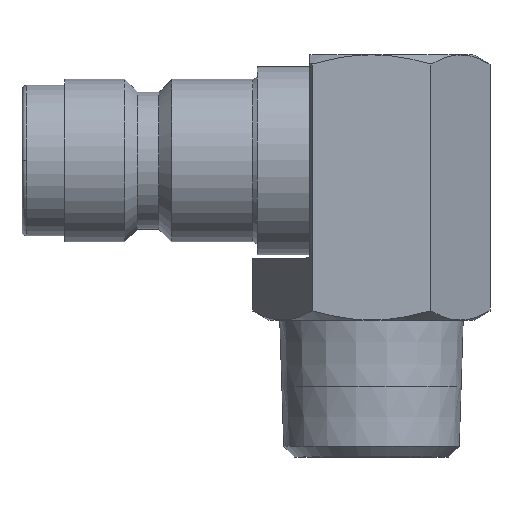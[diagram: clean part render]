
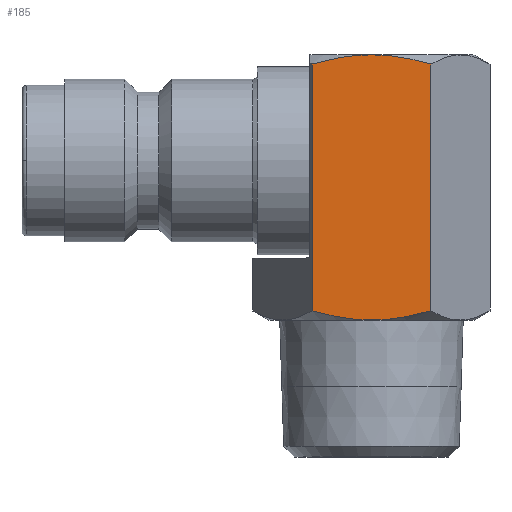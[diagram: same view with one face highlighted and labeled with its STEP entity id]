
A CAD part, top view. The second image highlights one B-rep face of the part: STEP entity #185.
In plain terms, the highlighted planar face has unit normal (0, 0, 1).
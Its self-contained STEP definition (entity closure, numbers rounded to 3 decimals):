
#185=ADVANCED_FACE('',(#377),#378,.T.);
#377=FACE_OUTER_BOUND('',#569,.T.);
#378=PLANE('',#570);
#569=EDGE_LOOP('',(#1029,#1030,#1031,#1032,#1033,#1034));
#570=AXIS2_PLACEMENT_3D('',#1035,#1036,#1037);
#1029=ORIENTED_EDGE('',*,*,#1187,.F.);
#1030=ORIENTED_EDGE('',*,*,#1273,.F.);
#1031=ORIENTED_EDGE('',*,*,#1252,.T.);
#1032=ORIENTED_EDGE('',*,*,#1232,.F.);
#1033=ORIENTED_EDGE('',*,*,#1243,.F.);
#1034=ORIENTED_EDGE('',*,*,#1271,.F.);
#1035=CARTESIAN_POINT('',(0.,15.0,12.0));
#1036=DIRECTION('',(0.,0.0,1.0));
#1037=DIRECTION('',(1.0,0.0,0.));
#1187=EDGE_CURVE('',#1438,#1435,#1440,.T.);
#1232=EDGE_CURVE('',#1484,#1496,#1497,.T.);
#1243=EDGE_CURVE('',#1507,#1484,#1509,.T.);
#1252=EDGE_CURVE('',#1517,#1496,#1520,.T.);
#1271=EDGE_CURVE('',#1435,#1507,#1541,.T.);
#1273=EDGE_CURVE('',#1517,#1438,#1543,.T.);
#1435=VERTEX_POINT('',#1932);
#1438=VERTEX_POINT('',#1946);
#1440=(B_SPLINE_CURVE(2,(#1949,#1950,#1951,#1952,#1953),.UNSPECIFIED.,.F.,.F.)B_SPLINE_CURVE_WITH_KNOTS((3,2,3),(0.0,7.036,14.072),.UNSPECIFIED.)RATIONAL_B_SPLINE_CURVE((1.0,1.038,1.0,1.038,1.0))BOUNDED_CURVE()REPRESENTATION_ITEM('')GEOMETRIC_REPRESENTATION_ITEM()CURVE());
#1484=VERTEX_POINT('',#2021);
#1496=VERTEX_POINT('',#2060);
#1497=(B_SPLINE_CURVE(2,(#2062,#2063,#2064,#2065,#2066),.UNSPECIFIED.,.F.,.F.)B_SPLINE_CURVE_WITH_KNOTS((3,2,3),(0.0,7.036,14.072),.UNSPECIFIED.)RATIONAL_B_SPLINE_CURVE((1.0,1.038,1.0,1.038,1.0))BOUNDED_CURVE()REPRESENTATION_ITEM('')GEOMETRIC_REPRESENTATION_ITEM()CURVE());
#1507=VERTEX_POINT('',#2116);
#1509=(B_SPLINE_CURVE(2,(#2130,#2131,#2132,#2133,#2134),.UNSPECIFIED.,.F.,.F.)B_SPLINE_CURVE_WITH_KNOTS((3,2,3),(0.0,7.036,14.072),.UNSPECIFIED.)RATIONAL_B_SPLINE_CURVE((1.0,1.038,1.0,1.038,1.0))BOUNDED_CURVE()REPRESENTATION_ITEM('')GEOMETRIC_REPRESENTATION_ITEM()CURVE());
#1517=VERTEX_POINT('',#2159);
#1520=LINE('',#2184,#2185);
#1541=LINE('',#2209,#2210);
#1543=(B_SPLINE_CURVE(2,(#2213,#2214,#2215,#2216,#2217),.UNSPECIFIED.,.F.,.F.)B_SPLINE_CURVE_WITH_KNOTS((3,2,3),(0.0,7.036,14.072),.UNSPECIFIED.)RATIONAL_B_SPLINE_CURVE((1.0,1.038,1.0,1.038,1.0))BOUNDED_CURVE()REPRESENTATION_ITEM('')GEOMETRIC_REPRESENTATION_ITEM()CURVE());
#1932=CARTESIAN_POINT('',(-6.928,17.072,12.0));
#1946=CARTESIAN_POINT('',(0.,16.0,12.0));
#1949=CARTESIAN_POINT('',(6.935,17.074,12.0));
#1950=CARTESIAN_POINT('',(3.218,16.0,12.0));
#1951=CARTESIAN_POINT('',(0.,16.0,12.0));
#1952=CARTESIAN_POINT('',(-3.218,16.0,12.0));
#1953=CARTESIAN_POINT('',(-6.935,17.074,12.0));
#2021=CARTESIAN_POINT('',(0.,47.0,12.0));
#2060=CARTESIAN_POINT('',(6.928,45.928,12.0));
#2062=CARTESIAN_POINT('',(-6.935,45.926,12.0));
#2063=CARTESIAN_POINT('',(-3.218,47.0,12.0));
#2064=CARTESIAN_POINT('',(0.,47.0,12.0));
#2065=CARTESIAN_POINT('',(3.218,47.0,12.0));
#2066=CARTESIAN_POINT('',(6.935,45.926,12.0));
#2116=CARTESIAN_POINT('',(-6.928,45.928,12.0));
#2130=CARTESIAN_POINT('',(-6.935,45.926,12.0));
#2131=CARTESIAN_POINT('',(-3.218,47.0,12.0));
#2132=CARTESIAN_POINT('',(0.,47.0,12.0));
#2133=CARTESIAN_POINT('',(3.218,47.0,12.0));
#2134=CARTESIAN_POINT('',(6.935,45.926,12.0));
#2159=CARTESIAN_POINT('',(6.928,17.072,12.0));
#2184=CARTESIAN_POINT('',(6.928,15.0,12.0));
#2185=VECTOR('',#2438,1.0);
#2209=CARTESIAN_POINT('',(-6.928,15.0,12.0));
#2210=VECTOR('',#2451,1.0);
#2213=CARTESIAN_POINT('',(6.935,17.074,12.0));
#2214=CARTESIAN_POINT('',(3.218,16.0,12.0));
#2215=CARTESIAN_POINT('',(0.,16.0,12.0));
#2216=CARTESIAN_POINT('',(-3.218,16.0,12.0));
#2217=CARTESIAN_POINT('',(-6.935,17.074,12.0));
#2438=DIRECTION('',(0.0,1.0,0.0));
#2451=DIRECTION('',(0.0,1.0,0.0));
